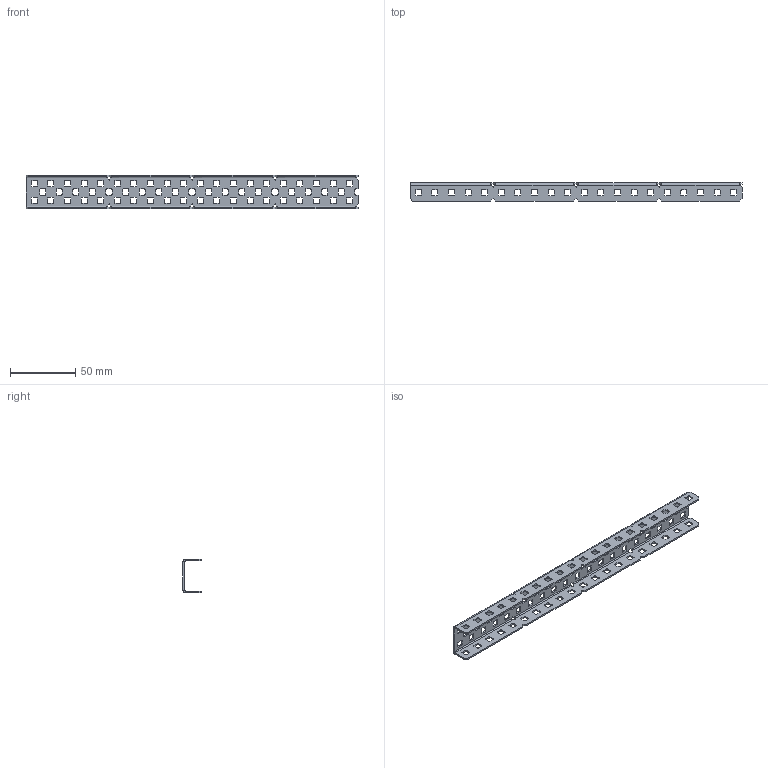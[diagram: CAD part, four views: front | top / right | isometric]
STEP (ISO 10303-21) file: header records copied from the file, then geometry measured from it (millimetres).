
FILE_DESCRIPTION(/* description */ (''),/* implementation_level */ '2;1');
FILE_NAME(/* name */ 'Aluminum C-Channel 1x2x1x20_MIR_MIR.ipt.step',/* time_stamp */ '2020-04-16T22:59:08-04:00',/* author */ ('Jordan'),/* organization */ (''),/* preprocessor_version */ 'ST-DEVELOPER v17',/* originating_system */ 'Autodesk Inventor 2019',/* authorisation */ '');
FILE_SCHEMA (('AUTOMOTIVE_DESIGN { 1 0 10303 214 3 1 1 }'));
Length unit declared in the file: inch
Products named in the file (1): Aluminum C-Channel 1x2x1x20_MIR_MIR
Bounding box: 253.99 x 13.87 x 25.4 mm (x, y, z)
Volume: 12120.1 mm3; surface area: 23607.4 mm2
Topology: 1 solids, 1 shells, 908 faces, 2823 edges, 1911 vertices
Faces by surface type: plane 466, cylinder 414, bspline 28
Entity records: 33784 total; most frequent: CARTESIAN_POINT 6838, ORIENTED_EDGE 5436, DIRECTION 5422, EDGE_CURVE 2718, LINE 1862, VECTOR 1862, VERTEX_POINT 1800, AXIS2_PLACEMENT_3D 1780
